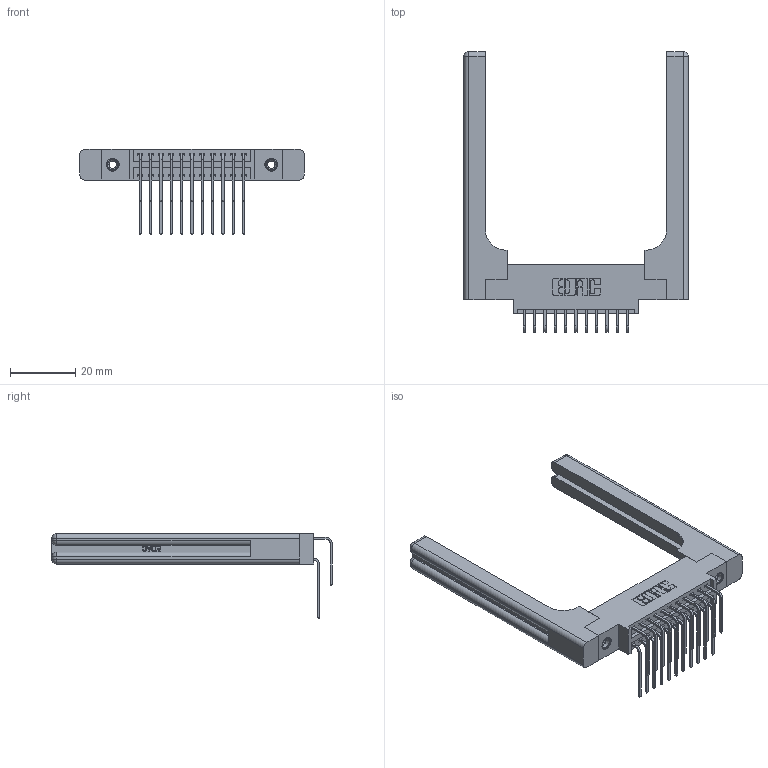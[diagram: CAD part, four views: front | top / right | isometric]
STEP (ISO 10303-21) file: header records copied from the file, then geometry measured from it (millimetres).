
FILE_DESCRIPTION (( 'STEP AP203' ), '1' );
FILE_NAME ('396-022-559-858.STEP', '2019-11-02T15:01:44', ( '' ), ( '' ), 'SwSTEP 2.0', 'SolidWorks 2016', '' );
FILE_SCHEMA (( 'CONFIG_CONTROL_DESIGN' ));
Length unit declared in the file: inch
Products named in the file (6): 345-250-001_345-250-001-102; 346 Part_0.170 Offset - 0.156 Dia-TH; 345-292-001_558 559 Tail - 1; 396-022-559-858; 345-292-001_559 Tail - 2; 346-220-058_345-220-058
Assembly tree (27 placements, depth 2):
  396-022-559-858
    346 Part_0.170 Offset - 0.156 Dia-TH
    345-292-001_558 559 Tail - 1  x11
    345-292-001_559 Tail - 2  x11
    345-250-001_345-250-001-102  x2
    346-220-058_345-220-058  x2
Bounding box: 68.99 x 86.17 x 26.16 mm (x, y, z)
Volume: 13952.8 mm3; surface area: 14151.7 mm2
Topology: 27 solids, 27 shells, 1570 faces, 4549 edges, 2982 vertices
Faces by surface type: plane 1042, cylinder 468, bspline 36, cone 12, sphere 8, torus 4
Entity records: 18450 total; most frequent: CARTESIAN_POINT 4144, ORIENTED_EDGE 2824, DIRECTION 2608, EDGE_CURVE 1412, VECTOR 1104, LINE 1104, VERTEX_POINT 930, AXIS2_PLACEMENT_3D 752
